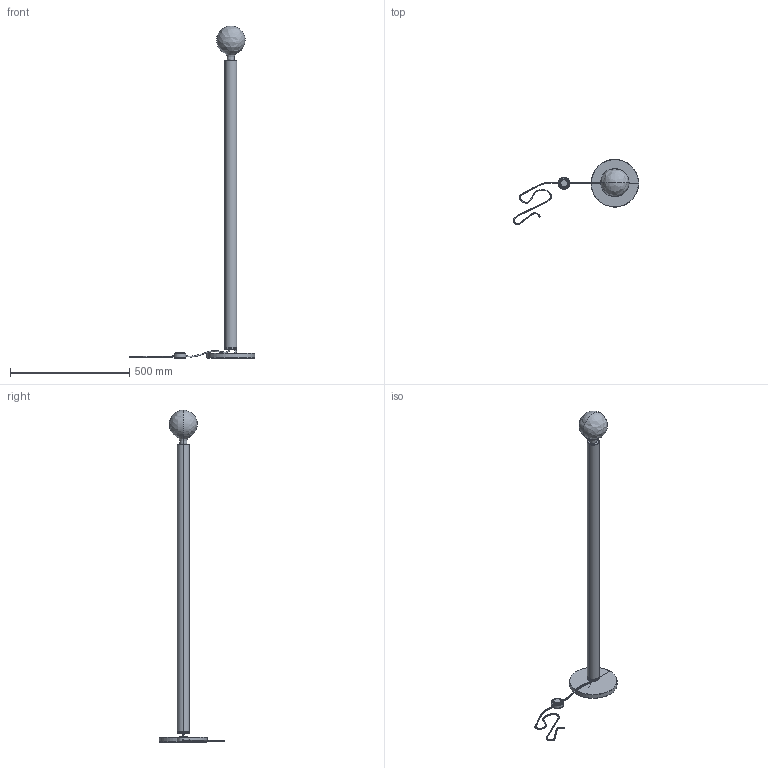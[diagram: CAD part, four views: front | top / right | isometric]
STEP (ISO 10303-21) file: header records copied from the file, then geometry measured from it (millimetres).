
FILE_DESCRIPTION(/* description */ (''),/* implementation_level */ '2;1');
FILE_NAME(/* name */ '7TYHUJ~0',/* time_stamp */ '2017-10-16T14:35:32+02:00',/* author */ (''),/* organization */ (''),/* preprocessor_version */ 'ST-DEVELOPER v15',/* originating_system */ '',/* authorisation */ '');
FILE_SCHEMA (('AUTOMOTIVE_DESIGN'));
Length unit declared in the file: millimetre
Products named in the file (1): Document
Bounding box: 525.64 x 273.26 x 1392.8 mm (x, y, z)
Volume: 1872519.2 mm3; surface area: 568921.5 mm2
Topology: 8 solids, 12 shells, 66 faces, 144 edges, 79 vertices
Faces by surface type: bspline 58, plane 8
Entity records: 4831 total; most frequent: CARTESIAN_POINT 4047, ORIENTED_EDGE 246, EDGE_CURVE 131, VERTEX_POINT 77, ADVANCED_FACE 66, FACE_OUTER_BOUND 66, EDGE_LOOP 66, B_SPLINE_CURVE_WITH_KNOTS 38
